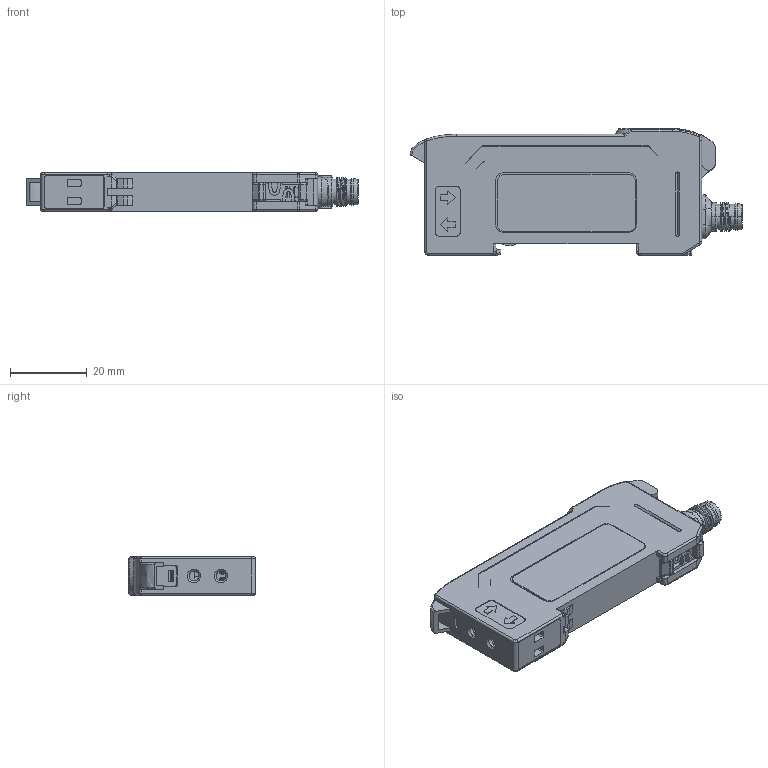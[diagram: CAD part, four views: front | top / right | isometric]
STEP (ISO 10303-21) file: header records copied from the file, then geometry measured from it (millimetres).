
FILE_DESCRIPTION((''),'2;1');
FILE_NAME('161274_SW','2012-03-12T',('banengservice'),('BANNER ENGINEERING'),'PRO/ENGINEER BY PARAMETRIC TECHNOLOGY CORPORATION, 2009141','PRO/ENGINEER BY PARAMETRIC TECHNOLOGY CORPORATION, 2009141','');
FILE_SCHEMA(('CONFIG_CONTROL_DESIGN'));
Products named in the file (1): 161274_SW
Bounding box: 86.3 x 33 x 10.1 mm (x, y, z)
Volume: 8998.6 mm3; surface area: 18934.3 mm2
Topology: 6 solids, 6 shells, 2550 faces, 6892 edges, 4424 vertices
Faces by surface type: plane 1764, cylinder 522, bspline 110, cone 55, sphere 48, torus 38, revolution 8, extrusion 5
Entity records: 87459 total; most frequent: CARTESIAN_POINT 23660, ORIENTED_EDGE 13720, DIRECTION 12455, EDGE_CURVE 6860, VECTOR 5297, LINE 5292, VERTEX_POINT 4424, AXIS2_PLACEMENT_3D 3575
